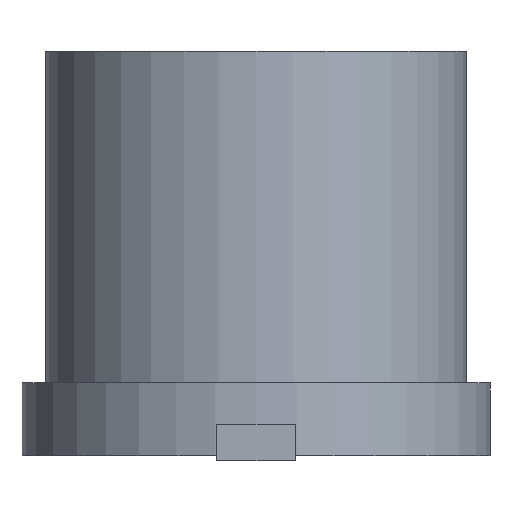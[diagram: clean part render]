
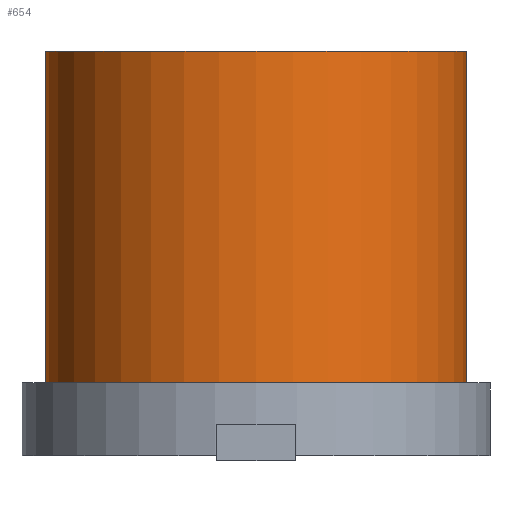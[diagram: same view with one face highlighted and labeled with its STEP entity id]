
A CAD part, left-side view. The second image highlights one B-rep face of the part: STEP entity #654.
In plain terms, the highlighted cylindrical face has radius 2.183 mm (diameter 4.366 mm), a partial arc.
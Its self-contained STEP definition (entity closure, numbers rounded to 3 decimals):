
#516=CARTESIAN_POINT('',(-3.34,-2.183,0.805));
#515=VERTEX_POINT('',#516);
#534=CARTESIAN_POINT('',(-3.34,-2.183,4.242));
#533=VERTEX_POINT('',#534);
#542=EDGE_CURVE('',#515,#533,#547,.T.);
#547=LINE('',#516,#549);
#549=VECTOR('',#550,3.437);
#550=DIRECTION('',(0.0,0.0,1.0));
#563=CARTESIAN_POINT('',(-3.34,2.183,0.805));
#562=VERTEX_POINT('',#563);
#573=CARTESIAN_POINT('',(-3.34,2.183,4.242));
#572=VERTEX_POINT('',#573);
#571=EDGE_CURVE('',#572,#562,#576,.T.);
#576=LINE('',#573,#578);
#578=VECTOR('',#579,3.437);
#579=DIRECTION('',(0.0,0.0,-1.0));
#654=ADVANCED_FACE($,(#660),#655,.T.);
#655=CYLINDRICAL_SURFACE($,#656,2.183);
#656=AXIS2_PLACEMENT_3D($,#657,#658,#659);
#657=CARTESIAN_POINT('',(-3.34,0.0,0.805));
#658=DIRECTION('',(0.,0.,1.));
#659=DIRECTION('',(1.,0.,0.));
#660=FACE_OUTER_BOUND($,#661,.T.);
#661=EDGE_LOOP($,(#684, #662, #694, #673));
#684=ORIENTED_EDGE('',*,*,#542,.T.);
#663=EDGE_CURVE($,#572,#533,#668,.T.);
#668=CIRCLE($,#669,2.183);
#670=CARTESIAN_POINT('',(-3.34,0.0,4.242));
#669=AXIS2_PLACEMENT_3D($,#670,#671,#672);
#671=DIRECTION('',(0.0,0.0,1.0));
#672=DIRECTION('',(-1.0,0.0,0.0));
#662=ORIENTED_EDGE('',*,*,#663,.F.);
#694=ORIENTED_EDGE('',*,*,#571,.T.);
#674=EDGE_CURVE($,#515,#562,#679,.T.);
#679=CIRCLE($,#680,2.183);
#681=CARTESIAN_POINT('',(-3.34,0.0,0.805));
#680=AXIS2_PLACEMENT_3D($,#681,#682,#683);
#682=DIRECTION('',(0.0,0.0,-1.0));
#683=DIRECTION('',(1.0,0.0,0.0));
#673=ORIENTED_EDGE('',*,*,#674,.F.);
